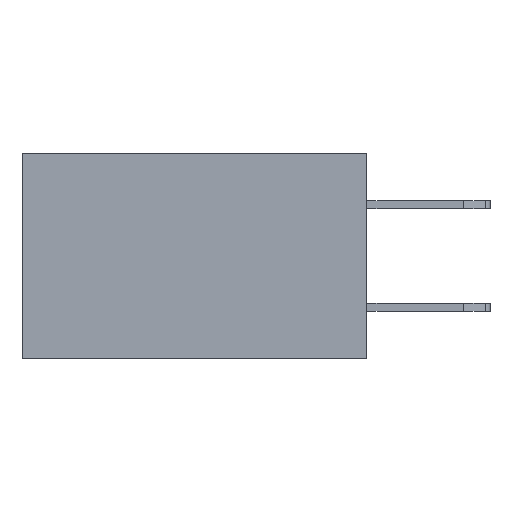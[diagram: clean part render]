
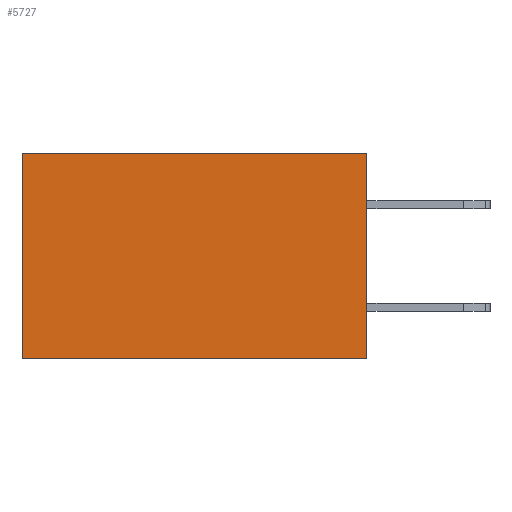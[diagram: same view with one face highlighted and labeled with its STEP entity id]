
A CAD part, left-side view. The second image highlights one B-rep face of the part: STEP entity #5727.
In plain terms, the highlighted planar face has unit normal (-1, 0, 0).
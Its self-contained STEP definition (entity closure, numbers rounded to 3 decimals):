
#1=DIRECTION('',(0.,0.,-1.));
#2=VECTOR('',#1,5.08);
#3=CARTESIAN_POINT('',(-10.12,0.,2.54));
#4=LINE('3989',#3,#2);
#273=DIRECTION('',(0.,1.,0.));
#274=VECTOR('',#273,8.5);
#275=CARTESIAN_POINT('',(-10.12,-8.5,-2.54));
#276=LINE('4631',#275,#274);
#277=DIRECTION('',(0.,-1.,0.));
#278=VECTOR('',#277,8.5);
#279=CARTESIAN_POINT('',(-10.12,0.,2.54));
#280=LINE('4174',#279,#278);
#381=DIRECTION('',(0.,0.,-1.));
#382=VECTOR('',#381,5.08);
#383=CARTESIAN_POINT('',(-10.12,-8.5,2.54));
#384=LINE('4171',#383,#382);
#4209=CARTESIAN_POINT('',(-10.12,0.,2.54));
#4210=CARTESIAN_POINT('',(-10.12,0.,-2.54));
#4211=VERTEX_POINT('',#4209);
#4212=VERTEX_POINT('',#4210);
#4497=CARTESIAN_POINT('',(-10.12,-8.5,2.54));
#4498=CARTESIAN_POINT('',(-10.12,-8.5,-2.54));
#4499=VERTEX_POINT('',#4497);
#4500=VERTEX_POINT('',#4498);
#5713=CARTESIAN_POINT('',(-10.12,0.,2.54));
#5714=DIRECTION('',(-1.,0.,0.));
#5715=DIRECTION('',(0.,0.,-1.));
#5716=AXIS2_PLACEMENT_3D('',#5713,#5714,#5715);
#5717=PLANE('3577',#5716);
#5719=ORIENTED_EDGE('4631',*,*,#5718,.T.);
#5720=ORIENTED_EDGE('3989',*,*,#5542,.F.);
#5722=ORIENTED_EDGE('4174',*,*,#5721,.T.);
#5724=ORIENTED_EDGE('4171',*,*,#5723,.T.);
#5725=EDGE_LOOP('3577',(#5719,#5720,#5722,#5724));
#5726=FACE_OUTER_BOUND('3577',#5725,.F.);
#5727=ADVANCED_FACE('3577',(#5726),#5717,.T.);
#5542=EDGE_CURVE('3989',#4211,#4212,#4,.T.);
#5718=EDGE_CURVE('4631',#4500,#4212,#276,.T.);
#5721=EDGE_CURVE('4174',#4211,#4499,#280,.T.);
#5723=EDGE_CURVE('4171',#4499,#4500,#384,.T.);
